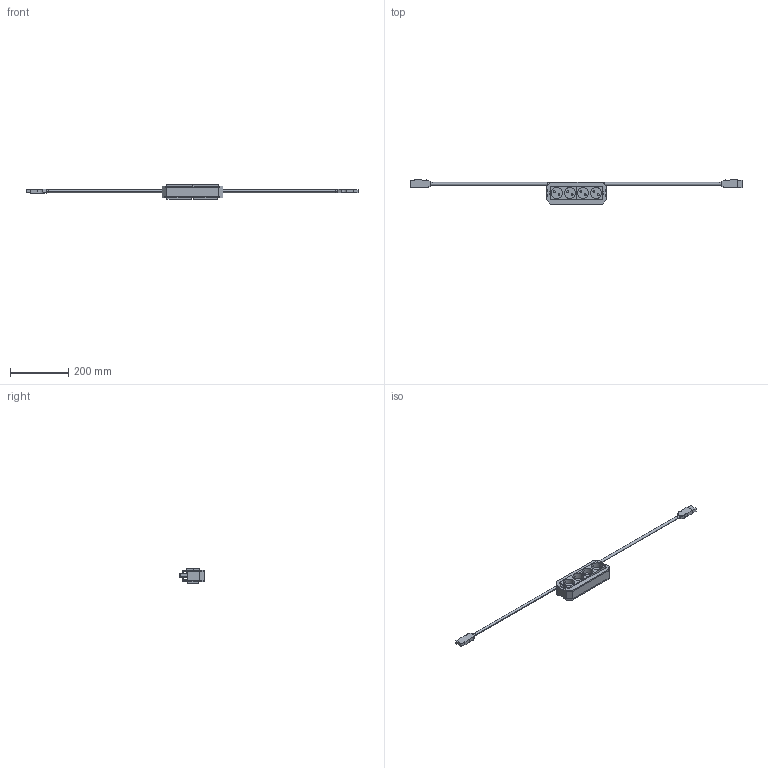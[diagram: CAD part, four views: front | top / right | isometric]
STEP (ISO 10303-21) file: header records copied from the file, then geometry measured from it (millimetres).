
FILE_DESCRIPTION (( 'STEP AP214' ), '1' );
FILE_NAME ('7404617.stp', '2020-12-08T16:13:06', ( '' ), ( '' ), 'SwSTEP 2.0', 'SolidWorks 2020', '' );
FILE_SCHEMA (( 'AUTOMOTIVE_DESIGN' ));
Length unit declared in the file: millimetre
Products named in the file (14): 077657_Standard; 071650_Standard; 044047_Standard; 071656_Standard; 109367_f〉 konfektionierten UT; 044406_Standard; 044040_Standard; 109367T1_f〉 konfektionierten UT; P_0000011081_1_Stecker; 7404617; 072941_Standard
Assembly tree (18 placements, depth 4):
  7404617
    072941_Standard
    071650_Standard  x2
    071656_Standard
    044406_Standard
      044047_Standard
      077657_Standard
        044040_Standard
    109367_f〉 konfektionierten UT
      P_0000011081_1_Stecker
      109367T1_f〉 konfektionierten UT
    109367_f〉 konfektionierten UT
      P_0000011081_1_Stecker
      109367T1_f〉 konfektionierten UT
    044406_Standard
      044047_Standard
      077657_Standard
        044040_Standard
Bounding box: 1139.57 x 83.45 x 50.25 mm (x, y, z)
Volume: 572351.6 mm3; surface area: 197482 mm2
Topology: 12 solids, 12 shells, 258 faces, 652 edges, 432 vertices
Faces by surface type: plane 186, cylinder 68, torus 4
Entity records: 5494 total; most frequent: CARTESIAN_POINT 893, DIRECTION 874, ORIENTED_EDGE 844, EDGE_CURVE 422, LINE 352, VECTOR 352, VERTEX_POINT 280, AXIS2_PLACEMENT_3D 261
